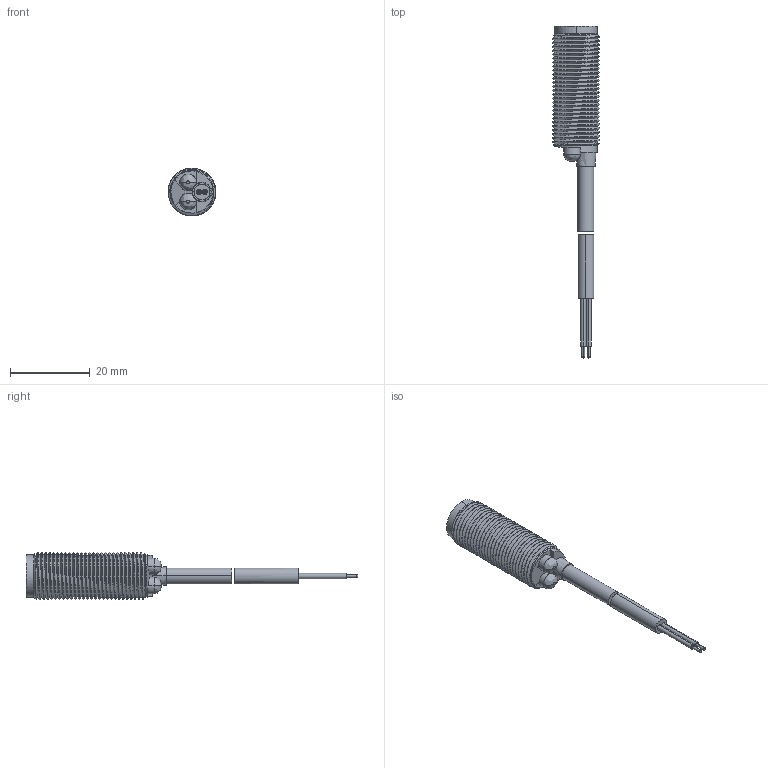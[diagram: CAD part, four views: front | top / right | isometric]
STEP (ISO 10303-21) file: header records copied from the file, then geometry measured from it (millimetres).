
FILE_DESCRIPTION( ('This file contains a STEP AP42 implementation' ,'as created by ZW3D STEP Interface translator.') ,'2;1' );
FILE_NAME( 'FCS1-1202X-X2SX.stp' ,'20 6 5. 838 7', (''), ('ZWCAD Software Co.'), 'Version 1.0', 'ZW3D to STEP translator', '' );
FILE_SCHEMA(('AUTOMOTIVE_DESIGN'));
Length unit declared in the file: millimetre
Products named in the file (2): 0; FCS1-1202X-X2SX
Bounding box: 12 x 83.5 x 12 mm (x, y, z)
Volume: 3625.3 mm3; surface area: 2978.1 mm2
Topology: 2 solids, 2 shells, 131 faces, 359 edges, 229 vertices
Faces by surface type: bspline 131
Entity records: 10696 total; most frequent: CARTESIAN_POINT 8508, ORIENTED_EDGE 712, EDGE_CURVE 355, B_SPLINE_CURVE_WITH_KNOTS 278, VERTEX_POINT 229, EDGE_LOOP 136, FACE_OUTER_BOUND 131, ADVANCED_FACE 131
